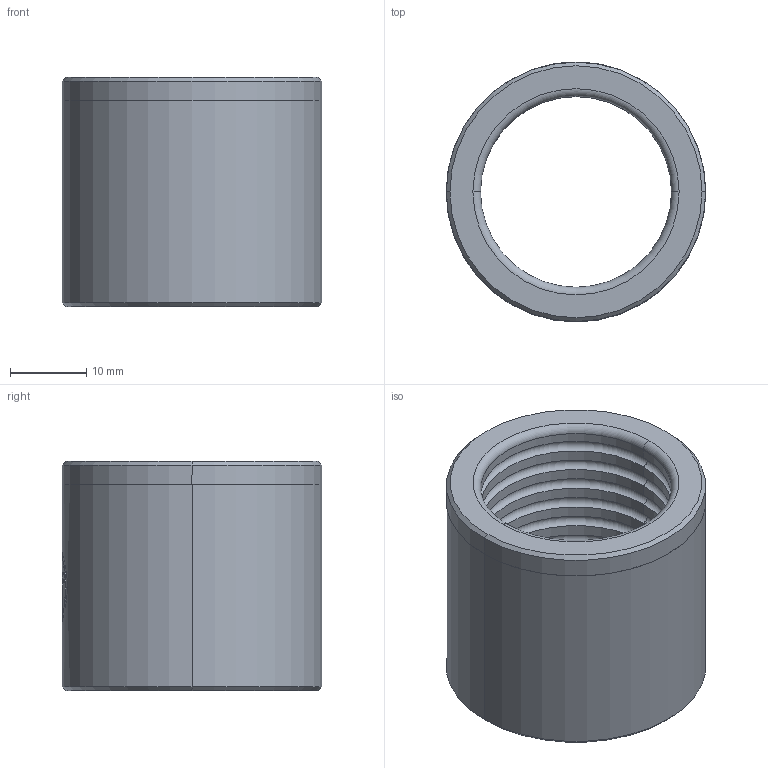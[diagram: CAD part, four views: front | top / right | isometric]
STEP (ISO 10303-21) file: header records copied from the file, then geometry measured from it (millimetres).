
FILE_DESCRIPTION (( 'STEP AP214' ), '1' );
FILE_NAME ('SGBZ-D34-d25-30.step', '2021-07-31T00:51:13', ( 'User' ), ( 'china' ), 'SwSTEP 2.0', 'SolidWorks 2016', '' );
FILE_SCHEMA (( 'AUTOMOTIVE_DESIGN' ));
Length unit declared in the file: millimetre
Products named in the file (1): SGBZ-D34-d25-30
Bounding box: 34 x 34 x 30 mm (x, y, z)
Volume: 11846.9 mm3; surface area: 6859.1 mm2
Topology: 1 solids, 1 shells, 73 faces, 160 edges, 92 vertices
Faces by surface type: cylinder 36, torus 22, plane 11, cone 4
Entity records: 2298 total; most frequent: CARTESIAN_POINT 654, DIRECTION 366, ORIENTED_EDGE 320, EDGE_CURVE 160, AXIS2_PLACEMENT_3D 156, VERTEX_POINT 92, CIRCLE 82, EDGE_LOOP 78
